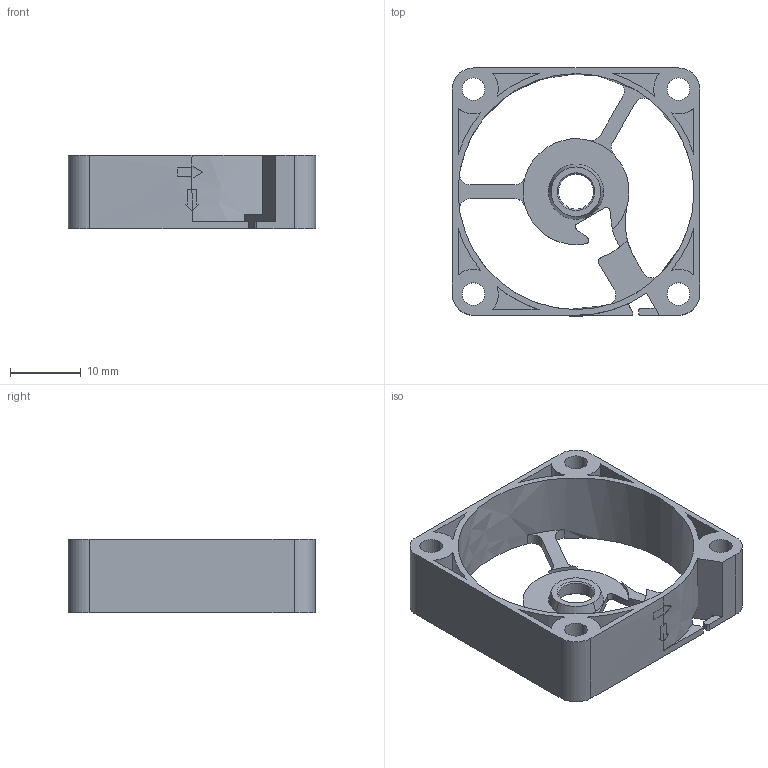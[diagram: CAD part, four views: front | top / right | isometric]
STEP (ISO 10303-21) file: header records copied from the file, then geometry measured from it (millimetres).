
FILE_DESCRIPTION (( 'STEP AP203' ), '1' );
FILE_NAME ('OD3510_m1.stp', '2022-10-11T19:23:50', ( '' ), ( '' ), 'SwSTEP 2.0', 'SolidWorks 2018', '' );
FILE_SCHEMA (( 'CONFIG_CONTROL_DESIGN' ));
Length unit declared in the file: millimetre
Products named in the file (1): OD3510_m1
Bounding box: 35 x 35.1 x 10.4 mm (x, y, z)
Volume: 2835.3 mm3; surface area: 5320.2 mm2
Topology: 1 solids, 1 shells, 134 faces, 364 edges, 238 vertices
Faces by surface type: bspline 72, plane 62
Entity records: 4616 total; most frequent: CARTESIAN_POINT 1297, ORIENTED_EDGE 728, DIRECTION 625, EDGE_CURVE 364, VERTEX_POINT 238, AXIS2_PLACEMENT_3D 214, VECTOR 197, LINE 197
